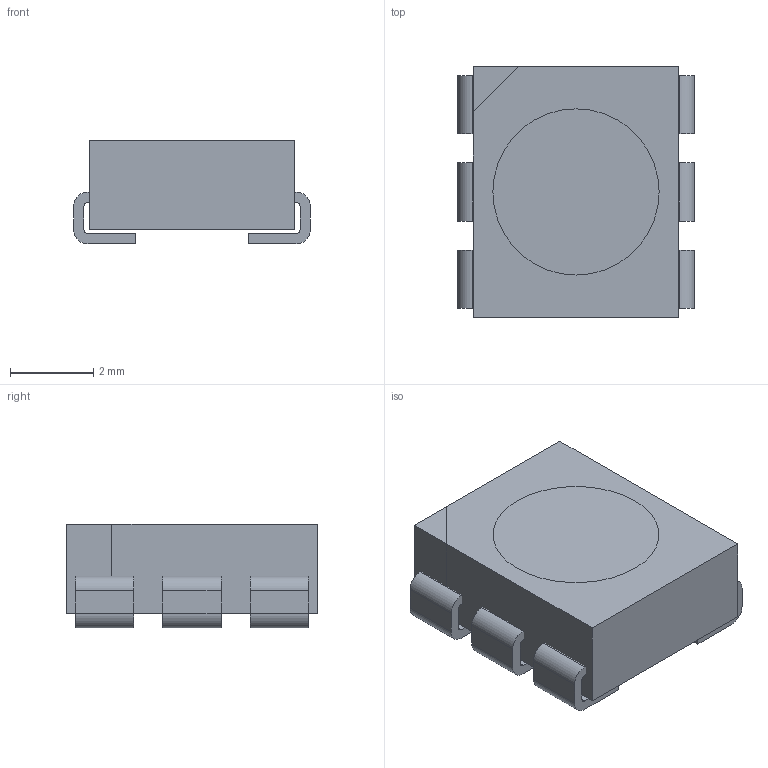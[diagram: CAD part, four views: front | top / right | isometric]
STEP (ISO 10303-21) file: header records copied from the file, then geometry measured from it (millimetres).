
FILE_DESCRIPTION(/* description */ ('STEP AP214'),/* implementation_level */ '2;1');
FILE_NAME(/* name */ 'RGB LED PLCC6_CLP6C-FKB_CRW.step',/* time_stamp */ '2025-09-20T19:18:46+02:00',/* author */ (''),/* organization */ (''),/* preprocessor_version */ 'ST-DEVELOPER v20.1',/* originating_system */ 'Autodesk Translation Framework v14.17.0.0',/* authorisation */ '');
FILE_SCHEMA (('AUTOMOTIVE_DESIGN { 1 0 10303 214 3 1 1 }'));
Length unit declared in the file: millimetre
Products named in the file (1): product
Bounding box: 5.7 x 6.05 x 2.5 mm (x, y, z)
Volume: 74.7 mm3; surface area: 267.1 mm2
Topology: 6 solids, 6 shells, 82 faces, 210 edges, 140 vertices
Faces by surface type: plane 56, cylinder 26
Full cylindrical faces by diameter (mm): 4 x2
Entity records: 2557 total; most frequent: CARTESIAN_POINT 433, DIRECTION 428, ORIENTED_EDGE 420, EDGE_CURVE 210, LINE 158, VECTOR 158, VERTEX_POINT 140, AXIS2_PLACEMENT_3D 135
